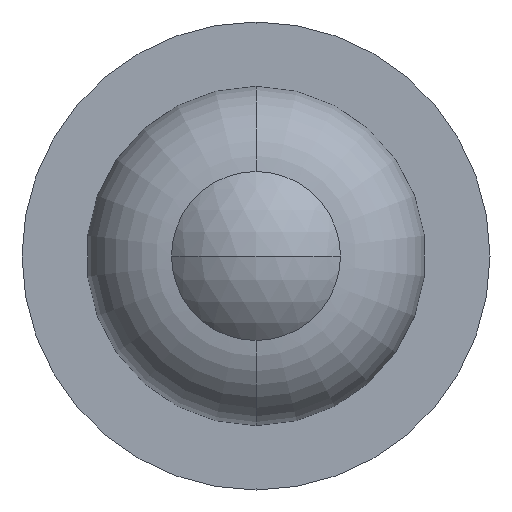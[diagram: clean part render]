
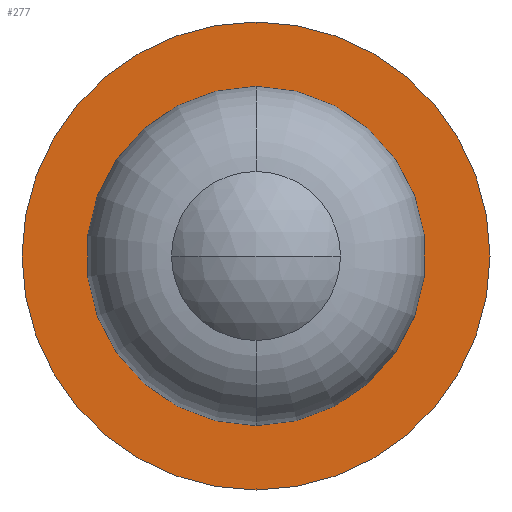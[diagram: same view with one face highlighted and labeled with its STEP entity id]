
A CAD part, front view. The second image highlights one B-rep face of the part: STEP entity #277.
In plain terms, the highlighted planar face has unit normal (0, -1, 0).
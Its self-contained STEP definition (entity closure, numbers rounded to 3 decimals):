
#2 = CARTESIAN_POINT ( 'NONE',  ( 0., 21.75, 0. ) ) ;
#4 = CARTESIAN_POINT ( 'NONE',  ( 0., 21.75, 0. ) ) ;
#12 = DIRECTION ( 'NONE',  ( 0., 0., -1. ) ) ;
#15 = DIRECTION ( 'NONE',  ( 0., -1., 0. ) ) ;
#18 = DIRECTION ( 'NONE',  ( 0., 0., -1. ) ) ;
#24 = AXIS2_PLACEMENT_3D ( 'NONE', #126, #87, #245 ) ;
#29 = AXIS2_PLACEMENT_3D ( 'NONE', #4, #15, #18 ) ;
#30 = CIRCLE ( 'NONE', #24, 5.03 ) ;
#33 = PLANE ( 'NONE',  #173 ) ;
#61 = CARTESIAN_POINT ( 'NONE',  ( 0., 21.75, -2.515 ) ) ;
#64 = ORIENTED_EDGE ( 'NONE', *, *, #364, .F. ) ;
#73 = DIRECTION ( 'NONE',  ( 0., 0., -1. ) ) ;
#74 = EDGE_LOOP ( 'NONE', ( #324, #107 ) ) ;
#75 = ORIENTED_EDGE ( 'NONE', *, *, #309, .F. ) ;
#78 = EDGE_CURVE ( 'NONE', #174, #342, #30, .T. ) ;
#85 = DIRECTION ( 'NONE',  ( 0., -1., 0. ) ) ;
#87 = DIRECTION ( 'NONE',  ( 0., -1., 0. ) ) ;
#100 = DIRECTION ( 'NONE',  ( 0., -1., 0. ) ) ;
#107 = ORIENTED_EDGE ( 'NONE', *, *, #295, .T. ) ;
#118 = CARTESIAN_POINT ( 'NONE',  ( 2.515, 21.75, 0. ) ) ;
#126 = CARTESIAN_POINT ( 'NONE',  ( 0., 21.75, 0. ) ) ;
#170 = FACE_OUTER_BOUND ( 'NONE', #74, .T. ) ;
#173 = AXIS2_PLACEMENT_3D ( 'NONE', #118, #214, #257 ) ;
#174 = VERTEX_POINT ( 'NONE', #188 ) ;
#188 = CARTESIAN_POINT ( 'NONE',  ( 0., 21.75, -5.03 ) ) ;
#192 = CIRCLE ( 'NONE', #252, 5.03 ) ;
#194 = CIRCLE ( 'NONE', #294, 2.515 ) ;
#214 = DIRECTION ( 'NONE',  ( 0., -1., 0. ) ) ;
#219 = FACE_BOUND ( 'NONE', #303, .T. ) ;
#225 = CIRCLE ( 'NONE', #29, 2.515 ) ;
#245 = DIRECTION ( 'NONE',  ( 0., 0., -1. ) ) ;
#252 = AXIS2_PLACEMENT_3D ( 'NONE', #310, #100, #12 ) ;
#257 = DIRECTION ( 'NONE',  ( 0., 0., -1. ) ) ;
#277 = ADVANCED_FACE ( 'NONE', ( #170, #219 ), #33, .T. ) ;
#294 = AXIS2_PLACEMENT_3D ( 'NONE', #2, #85, #73 ) ;
#295 = EDGE_CURVE ( 'NONE', #342, #174, #192, .T. ) ;
#300 = CARTESIAN_POINT ( 'NONE',  ( 0., 21.75, 5.03 ) ) ;
#303 = EDGE_LOOP ( 'NONE', ( #75, #64 ) ) ;
#309 = EDGE_CURVE ( 'NONE', #341, #321, #194, .T. ) ;
#310 = CARTESIAN_POINT ( 'NONE',  ( 0., 21.75, 0. ) ) ;
#314 = CARTESIAN_POINT ( 'NONE',  ( 0., 21.75, 2.515 ) ) ;
#321 = VERTEX_POINT ( 'NONE', #314 ) ;
#324 = ORIENTED_EDGE ( 'NONE', *, *, #78, .T. ) ;
#341 = VERTEX_POINT ( 'NONE', #61 ) ;
#342 = VERTEX_POINT ( 'NONE', #300 ) ;
#364 = EDGE_CURVE ( 'NONE', #321, #341, #225, .T. ) ;
